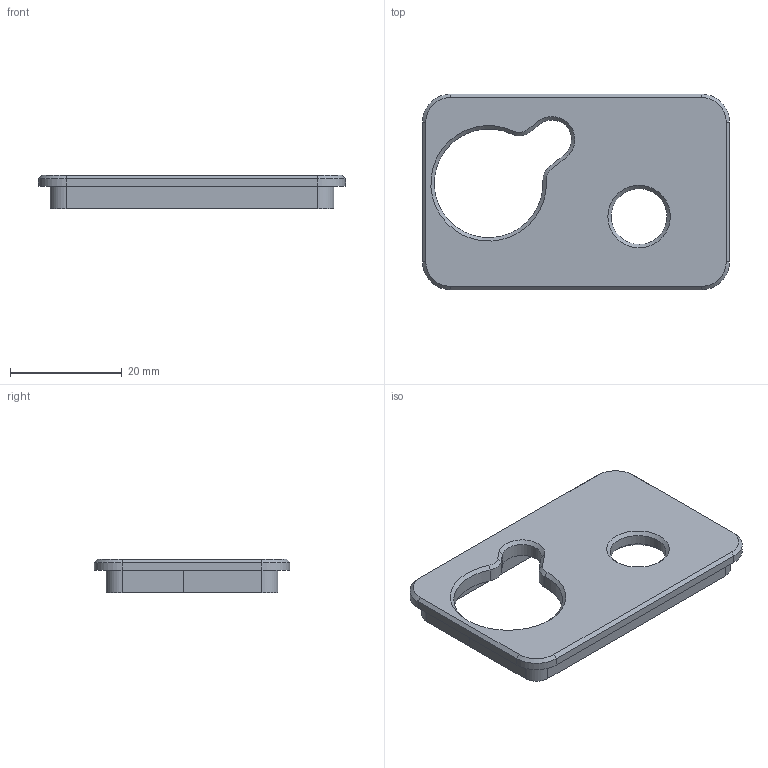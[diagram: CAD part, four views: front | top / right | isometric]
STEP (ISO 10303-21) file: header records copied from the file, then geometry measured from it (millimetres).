
FILE_DESCRIPTION(/* description */ (''),/* implementation_level */ '2;1');
FILE_NAME(/* name */ 'Pi_cam_v3_noir_gopro_lid.step',/* time_stamp */ '2024-09-17T18:59:39+02:00',/* author */ (''),/* organization */ (''),/* preprocessor_version */ 'ST-DEVELOPER v20',/* originating_system */ 'Autodesk Translation Framework v13.14.0.145',/* authorisation */ '');
FILE_SCHEMA (('AUTOMOTIVE_DESIGN { 1 0 10303 214 3 1 1 }'));
Length unit declared in the file: millimetre
Products named in the file (1): Pi_cam_v3_noir_gopro
Bounding box: 55 x 35 x 6 mm (x, y, z)
Volume: 4889.3 mm3; surface area: 4575.4 mm2
Topology: 1 solids, 1 shells, 53 faces, 135 edges, 84 vertices
Faces by surface type: plane 26, cylinder 17, cone 10
Full cylindrical faces by diameter (mm): 10 x1
Entity records: 1629 total; most frequent: DIRECTION 291, CARTESIAN_POINT 274, ORIENTED_EDGE 272, EDGE_CURVE 136, AXIS2_PLACEMENT_3D 101, LINE 89, VECTOR 89, VERTEX_POINT 84
